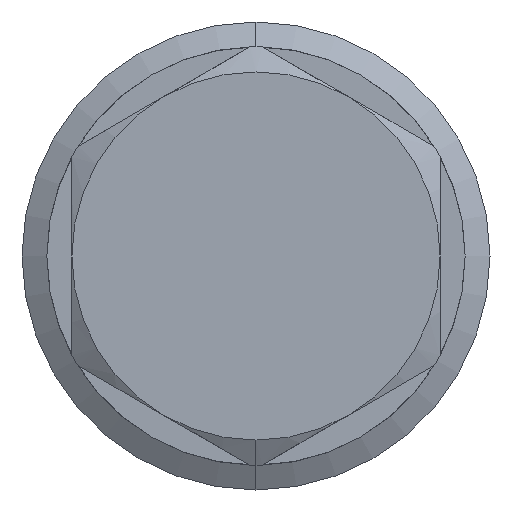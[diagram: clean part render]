
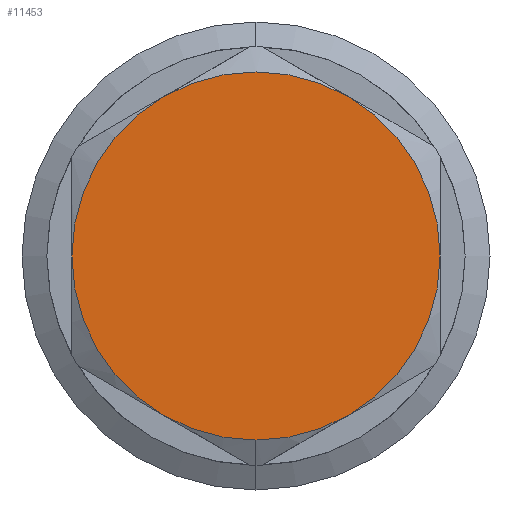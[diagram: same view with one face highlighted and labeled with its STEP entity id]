
A CAD part, left-side view. The second image highlights one B-rep face of the part: STEP entity #11453.
In plain terms, the highlighted planar face has unit normal (-1, 0, 0).
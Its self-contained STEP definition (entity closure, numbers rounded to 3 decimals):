
#27 = CARTESIAN_POINT ( 'NONE',  ( 0., 0., 0. ) ) ;
#28 = DIRECTION ( 'NONE',  ( -1., 0., 0. ) ) ;
#29 = DIRECTION ( 'NONE',  ( 0., 0., 1. ) ) ;
#113 = VERTEX_POINT ( 'NONE', #2512 ) ;
#119 = VERTEX_POINT ( 'NONE', #6719 ) ;
#199 = FACE_OUTER_BOUND ( 'NONE', #1174, .T. ) ;
#759 = ORIENTED_EDGE ( 'NONE', *, *, #5245, .T. ) ;
#766 = ORIENTED_EDGE ( 'NONE', *, *, #5213, .T. ) ;
#769 = ORIENTED_EDGE ( 'NONE', *, *, #5248, .T. ) ;
#891 = ORIENTED_EDGE ( 'NONE', *, *, #5242, .T. ) ;
#908 = ORIENTED_EDGE ( 'NONE', *, *, #5244, .T. ) ;
#910 = ORIENTED_EDGE ( 'NONE', *, *, #5225, .T. ) ;
#911 = ORIENTED_EDGE ( 'NONE', *, *, #3596, .T. ) ;
#1174 = EDGE_LOOP ( 'NONE', ( #910, #891, #908, #911, #769, #759, #766 ) ) ;
#2512 = CARTESIAN_POINT ( 'NONE',  ( 0., -20.6, 0. ) ) ;
#3472 = CIRCLE ( 'NONE', #4066, 20.6 ) ;
#3479 = CIRCLE ( 'NONE', #4070, 20.6 ) ;
#3486 = CIRCLE ( 'NONE', #4073, 20.6 ) ;
#3487 = CIRCLE ( 'NONE', #4075, 20.6 ) ;
#3488 = CIRCLE ( 'NONE', #4074, 20.6 ) ;
#3491 = CIRCLE ( 'NONE', #4077, 20.6 ) ;
#3596 = EDGE_CURVE ( 'NONE', #17338, #5831, #11230, .T. ) ;
#3680 = AXIS2_PLACEMENT_3D ( 'NONE', #27, #28, #29 ) ;
#4066 = AXIS2_PLACEMENT_3D ( 'NONE', #12506, #12507, #12508 ) ;
#4070 = AXIS2_PLACEMENT_3D ( 'NONE', #12580, #12581, #12582 ) ;
#4073 = AXIS2_PLACEMENT_3D ( 'NONE', #12856, #12858, #12860 ) ;
#4074 = AXIS2_PLACEMENT_3D ( 'NONE', #12879, #12881, #12883 ) ;
#4075 = AXIS2_PLACEMENT_3D ( 'NONE', #12888, #12890, #12892 ) ;
#4077 = AXIS2_PLACEMENT_3D ( 'NONE', #12969, #12971, #12973 ) ;
#4282 = AXIS2_PLACEMENT_3D ( 'NONE', #8101, #8106, #8107 ) ;
#5213 = EDGE_CURVE ( 'NONE', #12329, #119, #3472, .T. ) ;
#5225 = EDGE_CURVE ( 'NONE', #119, #11780, #3479, .T. ) ;
#5242 = EDGE_CURVE ( 'NONE', #11780, #12334, #3486, .T. ) ;
#5244 = EDGE_CURVE ( 'NONE', #12334, #17338, #3488, .T. ) ;
#5245 = EDGE_CURVE ( 'NONE', #113, #12329, #3487, .T. ) ;
#5248 = EDGE_CURVE ( 'NONE', #5831, #113, #3491, .T. ) ;
#5831 = VERTEX_POINT ( 'NONE', #7692 ) ;
#6719 = CARTESIAN_POINT ( 'NONE',  ( 0., 10.3, 17.84 ) ) ;
#7692 = CARTESIAN_POINT ( 'NONE',  ( 0., -10.3, -17.84 ) ) ;
#8101 = CARTESIAN_POINT ( 'NONE',  ( 0., 0., 0. ) ) ;
#8103 = PLANE ( 'NONE',  #4282 ) ;
#8106 = DIRECTION ( 'NONE',  ( 1., 0., 0. ) ) ;
#8107 = DIRECTION ( 'NONE',  ( 0., 0., -1. ) ) ;
#8259 = CARTESIAN_POINT ( 'NONE',  ( 0., 20.6, 0. ) ) ;
#11230 = CIRCLE ( 'NONE', #3680, 20.6 ) ;
#11453 = ADVANCED_FACE ( 'NONE', ( #199 ), #8103, .F. ) ;
#11780 = VERTEX_POINT ( 'NONE', #8259 ) ;
#12329 = VERTEX_POINT ( 'NONE', #15002 ) ;
#12334 = VERTEX_POINT ( 'NONE', #15007 ) ;
#12506 = CARTESIAN_POINT ( 'NONE',  ( 0., 0., 0. ) ) ;
#12507 = DIRECTION ( 'NONE',  ( -1., 0., 0. ) ) ;
#12508 = DIRECTION ( 'NONE',  ( 0., 0., 1. ) ) ;
#12580 = CARTESIAN_POINT ( 'NONE',  ( 0., 0., 0. ) ) ;
#12581 = DIRECTION ( 'NONE',  ( -1., 0., 0. ) ) ;
#12582 = DIRECTION ( 'NONE',  ( 0., 0., 1. ) ) ;
#12856 = CARTESIAN_POINT ( 'NONE',  ( 0., 0., 0. ) ) ;
#12858 = DIRECTION ( 'NONE',  ( -1., 0., 0. ) ) ;
#12860 = DIRECTION ( 'NONE',  ( 0., 0., 1. ) ) ;
#12879 = CARTESIAN_POINT ( 'NONE',  ( 0., 0., 0. ) ) ;
#12881 = DIRECTION ( 'NONE',  ( -1., 0., 0. ) ) ;
#12883 = DIRECTION ( 'NONE',  ( 0., 0., 1. ) ) ;
#12888 = CARTESIAN_POINT ( 'NONE',  ( 0., 0., 0. ) ) ;
#12890 = DIRECTION ( 'NONE',  ( -1., 0., 0. ) ) ;
#12892 = DIRECTION ( 'NONE',  ( 0., 0., 1. ) ) ;
#12969 = CARTESIAN_POINT ( 'NONE',  ( 0., 0., 0. ) ) ;
#12971 = DIRECTION ( 'NONE',  ( -1., 0., 0. ) ) ;
#12973 = DIRECTION ( 'NONE',  ( 0., 0., 1. ) ) ;
#15002 = CARTESIAN_POINT ( 'NONE',  ( 0., -10.3, 17.84 ) ) ;
#15007 = CARTESIAN_POINT ( 'NONE',  ( 0., 10.3, -17.84 ) ) ;
#15048 = CARTESIAN_POINT ( 'NONE',  ( 0., 0., -20.6 ) ) ;
#17338 = VERTEX_POINT ( 'NONE', #15048 ) ;
